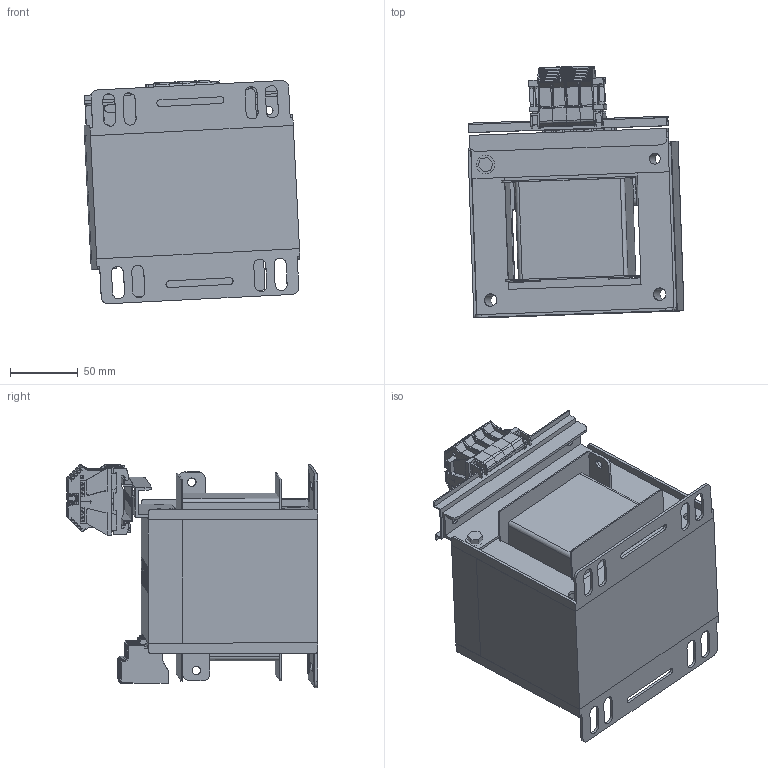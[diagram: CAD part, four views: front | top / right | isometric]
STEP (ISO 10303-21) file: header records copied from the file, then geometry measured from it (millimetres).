
FILE_DESCRIPTION (( 'STEP AP203' ), '1' );
FILE_NAME ('EURM1002.STEP', '2024-07-16T09:35:42', ( 'Utilisateur Windows' ), ( '' ), 'SwSTEP 2.0', 'SolidWorks 2023', '' );
FILE_SCHEMA (( 'CONFIG_CONTROL_DESIGN' ));
Length unit declared in the file: millimetre
Products named in the file (18): Rondelle M6; Support de borne cadre 125x150; Borne de jonction vissee 10mm gris contaclip; Carcasse mono EI 150x91_Ref 405B; Conta clip PTKS 4-2 Couvercle; Conta clip PTKS 4-1; Conta clip PTKS 4-3 Couvercle; Cadre pour borne WAGO 125 x 150; Bouchon cavalier 17200_SQIK_25-10 2; Cadre pour borne WAGO 125 x 150 sans support de borne; Conta clip PTKS 4-2; EURM1002; Bouchon cavalier 17200_SQIK_25-10; Tole monophase EI 125x150 1W7 - I - 91; Rail din symetrique 35x7.5 - 6 trous; Vis tete hexa M6; Tole monophase EI 125x150 1W7 - E - 91; Butee extremite a visser
Assembly tree (28 placements, depth 2):
  EURM1002
    Conta clip PTKS 4-1
    Conta clip PTKS 4-2 Couvercle  x2
    Conta clip PTKS 4-2  x3
    Vis tete hexa M6  x2
    Rondelle M6  x2
    Conta clip PTKS 4-3 Couvercle
    Carcasse mono EI 150x91_Ref 405B
    Cadre pour borne WAGO 125 x 150
    Cadre pour borne WAGO 125 x 150 sans support de borne
    Tole monophase EI 125x150 1W7 - E - 91
    Tole monophase EI 125x150 1W7 - I - 91
    Support de borne cadre 125x150
    Rail din symetrique 35x7.5 - 6 trous
    Borne de jonction vissee 10mm gris contaclip  x4
    Butee extremite a visser  x2
    Bouchon cavalier 17200_SQIK_25-10  x2
    Bouchon cavalier 17200_SQIK_25-10 2  x2
Bounding box: 159.37 x 185.55 x 164.9 mm (x, y, z)
Volume: 1924581.7 mm3; surface area: 395994.1 mm2
Topology: 32 solids, 32 shells, 4087 faces, 11433 edges, 7493 vertices
Faces by surface type: plane 2753, cylinder 1127, bspline 99, torus 60, cone 48
Entity records: 68425 total; most frequent: CARTESIAN_POINT 15421, ORIENTED_EDGE 10954, DIRECTION 10102, EDGE_CURVE 5477, VECTOR 4176, LINE 4176, VERTEX_POINT 3589, AXIS2_PLACEMENT_3D 2963
